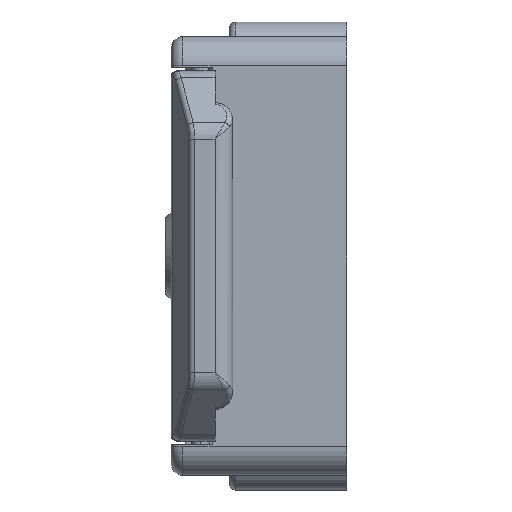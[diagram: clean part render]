
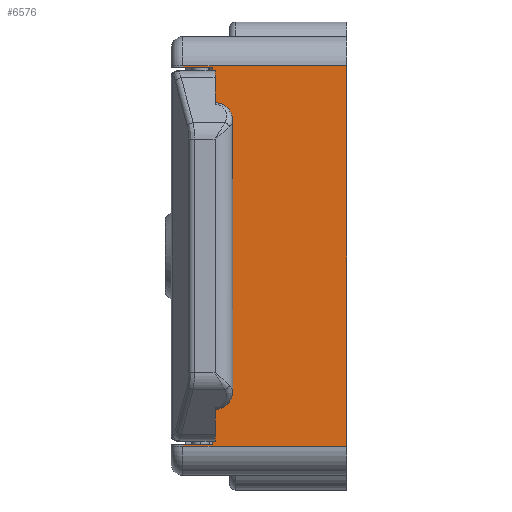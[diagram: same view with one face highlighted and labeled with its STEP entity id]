
A CAD part, left-side view. The second image highlights one B-rep face of the part: STEP entity #6576.
In plain terms, the highlighted planar face has unit normal (-1, 0, 0).
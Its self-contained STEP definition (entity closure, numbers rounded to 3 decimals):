
#465 = FACE_OUTER_BOUND ( 'NONE', #6718, .T. ) ;
#1239 = AXIS2_PLACEMENT_3D ( 'NONE', #1354, #1355, #1356 ) ;
#1353 = PLANE ( 'NONE',  #1239 ) ;
#1354 = CARTESIAN_POINT ( 'NONE',  ( -26.5, 30., 37.5 ) ) ;
#1355 = DIRECTION ( 'NONE',  ( 1., 0., 0. ) ) ;
#1356 = DIRECTION ( 'NONE',  ( 0., 0., -1. ) ) ;
#2030 = EDGE_CURVE ( 'NONE', #3226, #3264, #4447, .T. ) ;
#2046 = EDGE_CURVE ( 'NONE', #3171, #3174, #4459, .T. ) ;
#2053 = EDGE_CURVE ( 'NONE', #3174, #3226, #4465, .T. ) ;
#2056 = EDGE_CURVE ( 'NONE', #3169, #3240, #4468, .T. ) ;
#2060 = EDGE_CURVE ( 'NONE', #3248, #3240, #4471, .T. ) ;
#2062 = EDGE_CURVE ( 'NONE', #3220, #3171, #4473, .T. ) ;
#2076 = EDGE_CURVE ( 'NONE', #3220, #3169, #4485, .T. ) ;
#2083 = EDGE_CURVE ( 'NONE', #3264, #3248, #4492, .T. ) ;
#3169 = VERTEX_POINT ( 'NONE', #7298 ) ;
#3171 = VERTEX_POINT ( 'NONE', #7300 ) ;
#3174 = VERTEX_POINT ( 'NONE', #7303 ) ;
#3220 = VERTEX_POINT ( 'NONE', #7349 ) ;
#3226 = VERTEX_POINT ( 'NONE', #7355 ) ;
#3240 = VERTEX_POINT ( 'NONE', #7369 ) ;
#3248 = VERTEX_POINT ( 'NONE', #7377 ) ;
#3264 = VERTEX_POINT ( 'NONE', #7393 ) ;
#3909 = ORIENTED_EDGE ( 'NONE', *, *, #2076, .F. ) ;
#3911 = ORIENTED_EDGE ( 'NONE', *, *, #2060, .T. ) ;
#3912 = ORIENTED_EDGE ( 'NONE', *, *, #2056, .F. ) ;
#3913 = ORIENTED_EDGE ( 'NONE', *, *, #2062, .T. ) ;
#3914 = ORIENTED_EDGE ( 'NONE', *, *, #2046, .T. ) ;
#3915 = ORIENTED_EDGE ( 'NONE', *, *, #2053, .T. ) ;
#3916 = ORIENTED_EDGE ( 'NONE', *, *, #2030, .T. ) ;
#3917 = ORIENTED_EDGE ( 'NONE', *, *, #2083, .T. ) ;
#4447 = LINE ( 'NONE', #5091, #4805 ) ;
#4459 = LINE ( 'NONE', #5128, #4823 ) ;
#4465 = LINE ( 'NONE', #5143, #5276 ) ;
#4468 = LINE ( 'NONE', #5149, #5280 ) ;
#4471 = LINE ( 'NONE', #5158, #5284 ) ;
#4473 = LINE ( 'NONE', #5162, #5286 ) ;
#4485 = LINE ( 'NONE', #5193, #5301 ) ;
#4492 = LINE ( 'NONE', #5207, #5309 ) ;
#4805 = VECTOR ( 'NONE', #5092, 1000. ) ;
#4823 = VECTOR ( 'NONE', #5129, 1000. ) ;
#5091 = CARTESIAN_POINT ( 'NONE',  ( -26.5, 0., 37.5 ) ) ;
#5092 = DIRECTION ( 'NONE',  ( 0., 0., 1. ) ) ;
#5128 = CARTESIAN_POINT ( 'NONE',  ( -26.5, 28., 37.5 ) ) ;
#5129 = DIRECTION ( 'NONE',  ( 0., 0., -1. ) ) ;
#5143 = CARTESIAN_POINT ( 'NONE',  ( -26.5, 30., -32.5 ) ) ;
#5144 = DIRECTION ( 'NONE',  ( 0., -1., 0. ) ) ;
#5149 = CARTESIAN_POINT ( 'NONE',  ( -26.5, 23., 32.25 ) ) ;
#5150 = DIRECTION ( 'NONE',  ( 0., 1., 0. ) ) ;
#5158 = CARTESIAN_POINT ( 'NONE',  ( -26.5, 28., 37.5 ) ) ;
#5159 = DIRECTION ( 'NONE',  ( 0., 0., -1. ) ) ;
#5162 = CARTESIAN_POINT ( 'NONE',  ( -26.5, 23., -32.25 ) ) ;
#5163 = DIRECTION ( 'NONE',  ( 0., 1., 0. ) ) ;
#5193 = CARTESIAN_POINT ( 'NONE',  ( -26.5, 23., -32.25 ) ) ;
#5194 = DIRECTION ( 'NONE',  ( 0., 0., 1. ) ) ;
#5207 = CARTESIAN_POINT ( 'NONE',  ( -26.5, 30., 32.5 ) ) ;
#5208 = DIRECTION ( 'NONE',  ( 0., 1., 0. ) ) ;
#5276 = VECTOR ( 'NONE', #5144, 1000. ) ;
#5280 = VECTOR ( 'NONE', #5150, 1000. ) ;
#5284 = VECTOR ( 'NONE', #5159, 1000. ) ;
#5286 = VECTOR ( 'NONE', #5163, 1000. ) ;
#5301 = VECTOR ( 'NONE', #5194, 1000. ) ;
#5309 = VECTOR ( 'NONE', #5208, 1000. ) ;
#6576 = ADVANCED_FACE ( 'NONE', ( #465 ), #1353, .F. ) ;
#6718 = EDGE_LOOP ( 'NONE', ( #3911, #3912, #3909, #3913, #3914, #3915, #3916, #3917 ) ) ;
#7298 = CARTESIAN_POINT ( 'NONE',  ( -26.5, 23., 32.25 ) ) ;
#7300 = CARTESIAN_POINT ( 'NONE',  ( -26.5, 28., -32.25 ) ) ;
#7303 = CARTESIAN_POINT ( 'NONE',  ( -26.5, 28., -32.5 ) ) ;
#7349 = CARTESIAN_POINT ( 'NONE',  ( -26.5, 23., -32.25 ) ) ;
#7355 = CARTESIAN_POINT ( 'NONE',  ( -26.5, 0., -32.5 ) ) ;
#7369 = CARTESIAN_POINT ( 'NONE',  ( -26.5, 28., 32.25 ) ) ;
#7377 = CARTESIAN_POINT ( 'NONE',  ( -26.5, 28., 32.5 ) ) ;
#7393 = CARTESIAN_POINT ( 'NONE',  ( -26.5, 0., 32.5 ) ) ;
